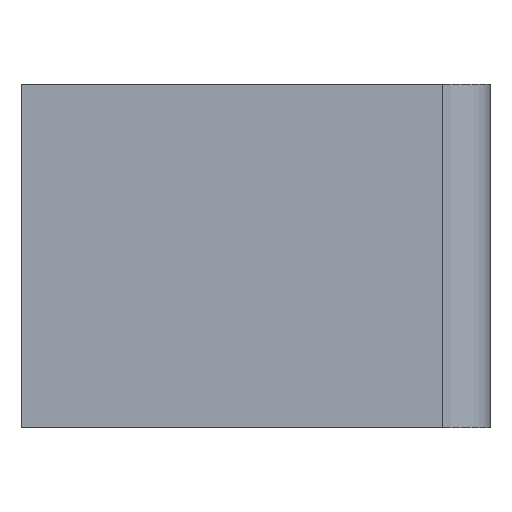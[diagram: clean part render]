
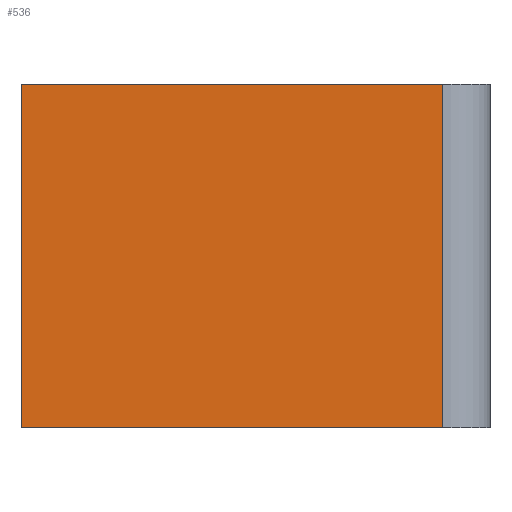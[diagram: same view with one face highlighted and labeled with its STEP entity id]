
A CAD part, left-side view. The second image highlights one B-rep face of the part: STEP entity #536.
In plain terms, the highlighted planar face has unit normal (-1, 0, 0).
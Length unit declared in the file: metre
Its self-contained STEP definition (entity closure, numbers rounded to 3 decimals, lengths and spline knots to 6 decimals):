
#142=ORIENTED_EDGE('',*,*,#233,.F.);
#143=ORIENTED_EDGE('',*,*,#245,.F.);
#144=ORIENTED_EDGE('',*,*,#222,.T.);
#145=ORIENTED_EDGE('',*,*,#246,.T.);
#222=EDGE_CURVE('',#283,#282,#332,.F.);
#233=EDGE_CURVE('',#292,#293,#341,.F.);
#245=EDGE_CURVE('',#283,#292,#349,.T.);
#246=EDGE_CURVE('',#282,#293,#350,.T.);
#282=VERTEX_POINT('',#1018);
#283=VERTEX_POINT('',#1020);
#292=VERTEX_POINT('',#1042);
#293=VERTEX_POINT('',#1043);
#332=LINE('',#1019,#388);
#341=LINE('',#1041,#397);
#349=LINE('',#1064,#405);
#350=LINE('',#1066,#406);
#388=VECTOR('',#869,1.);
#397=VECTOR('',#886,1.);
#405=VECTOR('',#904,1.);
#406=VECTOR('',#907,1.);
#432=EDGE_LOOP('',(#142,#143,#144,#145));
#460=FACE_BOUND('',#432,.T.);
#484=PLANE('',#775);
#536=ADVANCED_FACE('',(#460),#484,.T.);
#775=AXIS2_PLACEMENT_3D('',#1065,#905,#906);
#869=DIRECTION('',(0.,1.,0.));
#886=DIRECTION('',(0.,1.,0.));
#904=DIRECTION('',(0.,0.,1.));
#905=DIRECTION('',(-1.,0.,0.));
#906=DIRECTION('',(0.,0.,1.));
#907=DIRECTION('',(0.,0.,1.));
#1018=CARTESIAN_POINT('',(-0.055022,0.002,0.));
#1019=CARTESIAN_POINT('',(-0.055022,0.003402,0.));
#1020=CARTESIAN_POINT('',(-0.055022,0.0265,0.));
#1041=CARTESIAN_POINT('',(-0.055022,0.003402,0.02));
#1042=CARTESIAN_POINT('',(-0.055022,0.0265,0.02));
#1043=CARTESIAN_POINT('',(-0.055022,0.002,0.02));
#1064=CARTESIAN_POINT('',(-0.055022,0.0265,0.));
#1065=CARTESIAN_POINT('',(-0.055022,0.003402,0.));
#1066=CARTESIAN_POINT('',(-0.055022,0.002,0.));
